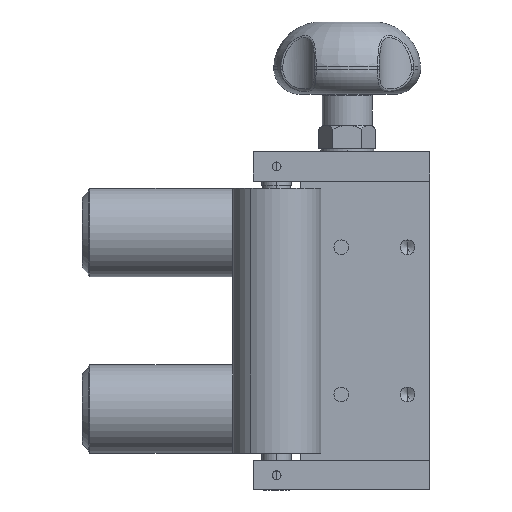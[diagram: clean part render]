
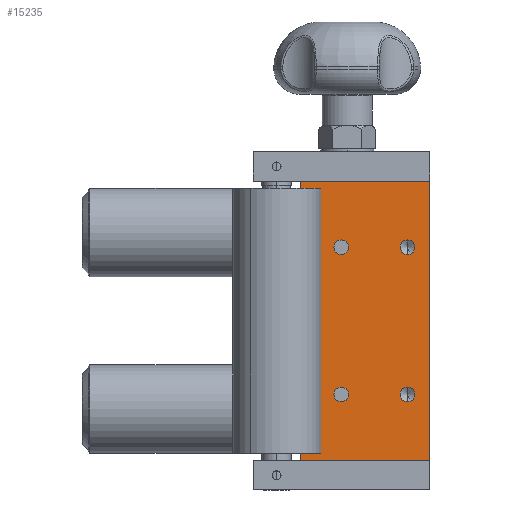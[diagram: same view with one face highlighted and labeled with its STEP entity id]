
A CAD part, left-side view. The second image highlights one B-rep face of the part: STEP entity #15235.
In plain terms, the highlighted planar face has unit normal (-1, 0, 0).
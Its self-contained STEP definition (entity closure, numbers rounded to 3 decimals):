
#47 = LINE ( 'NONE', #8580, #13122 ) ;
#149 = EDGE_LOOP ( 'NONE', ( #2415, #14735 ) ) ;
#294 = CIRCLE ( 'NONE', #5450, 2.5 ) ;
#860 = ORIENTED_EDGE ( 'NONE', *, *, #5609, .F. ) ;
#921 = EDGE_LOOP ( 'NONE', ( #860, #14505 ) ) ;
#929 = CIRCLE ( 'NONE', #1643, 2.5 ) ;
#943 = DIRECTION ( 'NONE',  ( 0., 0., 1. ) ) ;
#966 = CARTESIAN_POINT ( 'NONE',  ( -25.104, -16.477, -25. ) ) ;
#989 = DIRECTION ( 'NONE',  ( 0., 0., 1. ) ) ;
#1090 = ORIENTED_EDGE ( 'NONE', *, *, #2406, .F. ) ;
#1117 = CARTESIAN_POINT ( 'NONE',  ( -25.104, 6.023, 22.5 ) ) ;
#1122 = DIRECTION ( 'NONE',  ( 0., 0., 1. ) ) ;
#1300 = EDGE_CURVE ( 'NONE', #3311, #4993, #929, .T. ) ;
#1643 = AXIS2_PLACEMENT_3D ( 'NONE', #11886, #4269, #13125 ) ;
#1793 = DIRECTION ( 'NONE',  ( -1., 0., 0. ) ) ;
#2229 = DIRECTION ( 'NONE',  ( 0., 0., 1. ) ) ;
#2290 = VERTEX_POINT ( 'NONE', #11148 ) ;
#2406 = EDGE_CURVE ( 'NONE', #6564, #13212, #14778, .T. ) ;
#2415 = ORIENTED_EDGE ( 'NONE', *, *, #1300, .F. ) ;
#2521 = FACE_BOUND ( 'NONE', #3411, .T. ) ;
#3168 = EDGE_CURVE ( 'NONE', #11524, #13357, #4446, .T. ) ;
#3242 = ORIENTED_EDGE ( 'NONE', *, *, #11246, .T. ) ;
#3262 = CARTESIAN_POINT ( 'NONE',  ( -25.104, 6.023, 25. ) ) ;
#3311 = VERTEX_POINT ( 'NONE', #8790 ) ;
#3327 = DIRECTION ( 'NONE',  ( -1., 0., 0. ) ) ;
#3368 = DIRECTION ( 'NONE',  ( 0., 0., 1. ) ) ;
#3411 = EDGE_LOOP ( 'NONE', ( #1090, #13132 ) ) ;
#3921 = CARTESIAN_POINT ( 'NONE',  ( -25.104, 20.023, -47.5 ) ) ;
#4082 = LINE ( 'NONE', #3921, #7024 ) ;
#4269 = DIRECTION ( 'NONE',  ( -1., 0., 0. ) ) ;
#4446 = CIRCLE ( 'NONE', #7945, 2.5 ) ;
#4993 = VERTEX_POINT ( 'NONE', #8225 ) ;
#5103 = LINE ( 'NONE', #6718, #11485 ) ;
#5126 = EDGE_CURVE ( 'NONE', #13212, #6564, #7145, .T. ) ;
#5128 = DIRECTION ( 'NONE',  ( -1., 0., 0. ) ) ;
#5157 = EDGE_CURVE ( 'NONE', #8793, #2290, #47, .T. ) ;
#5216 = VERTEX_POINT ( 'NONE', #1117 ) ;
#5450 = AXIS2_PLACEMENT_3D ( 'NONE', #13187, #5571, #14461 ) ;
#5459 = AXIS2_PLACEMENT_3D ( 'NONE', #13984, #6359, #15252 ) ;
#5482 = FACE_OUTER_BOUND ( 'NONE', #10494, .T. ) ;
#5571 = DIRECTION ( 'NONE',  ( -1., 0., 0. ) ) ;
#5609 = EDGE_CURVE ( 'NONE', #11381, #5216, #7570, .T. ) ;
#5990 = CARTESIAN_POINT ( 'NONE',  ( -25.104, -23.977, 47.5 ) ) ;
#6278 = EDGE_CURVE ( 'NONE', #13357, #11524, #10541, .T. ) ;
#6357 = CARTESIAN_POINT ( 'NONE',  ( -25.104, 6.023, 27.5 ) ) ;
#6359 = DIRECTION ( 'NONE',  ( -1., 0., 0. ) ) ;
#6564 = VERTEX_POINT ( 'NONE', #12955 ) ;
#6718 = CARTESIAN_POINT ( 'NONE',  ( -25.104, 20.023, 47.5 ) ) ;
#6757 = EDGE_CURVE ( 'NONE', #2290, #15287, #5103, .T. ) ;
#7024 = VECTOR ( 'NONE', #14064, 1000. ) ;
#7145 = CIRCLE ( 'NONE', #8257, 2.5 ) ;
#7570 = CIRCLE ( 'NONE', #10188, 2.5 ) ;
#7945 = AXIS2_PLACEMENT_3D ( 'NONE', #966, #9843, #2229 ) ;
#8225 = CARTESIAN_POINT ( 'NONE',  ( -25.104, 6.023, -27.5 ) ) ;
#8257 = AXIS2_PLACEMENT_3D ( 'NONE', #16118, #8524, #943 ) ;
#8420 = PLANE ( 'NONE',  #8962 ) ;
#8524 = DIRECTION ( 'NONE',  ( -1., 0., 0. ) ) ;
#8580 = CARTESIAN_POINT ( 'NONE',  ( -25.104, 20.023, -47.5 ) ) ;
#8703 = DIRECTION ( 'NONE',  ( -1., 0., 0. ) ) ;
#8790 = CARTESIAN_POINT ( 'NONE',  ( -25.104, 6.023, -22.5 ) ) ;
#8793 = VERTEX_POINT ( 'NONE', #15354 ) ;
#8799 = AXIS2_PLACEMENT_3D ( 'NONE', #12736, #5128, #14019 ) ;
#8872 = FACE_BOUND ( 'NONE', #11432, .T. ) ;
#8890 = CARTESIAN_POINT ( 'NONE',  ( -25.104, -23.977, -47.5 ) ) ;
#8962 = AXIS2_PLACEMENT_3D ( 'NONE', #9689, #3327, #3368 ) ;
#9371 = EDGE_CURVE ( 'NONE', #5216, #11381, #11014, .T. ) ;
#9689 = CARTESIAN_POINT ( 'NONE',  ( -25.104, 20.023, -47.5 ) ) ;
#9843 = DIRECTION ( 'NONE',  ( -1., 0., 0. ) ) ;
#10188 = AXIS2_PLACEMENT_3D ( 'NONE', #3262, #1793, #10690 ) ;
#10494 = EDGE_LOOP ( 'NONE', ( #13694, #16001, #13194, #3242 ) ) ;
#10510 = CARTESIAN_POINT ( 'NONE',  ( -25.104, -16.477, -22.5 ) ) ;
#10541 = CIRCLE ( 'NONE', #13772, 2.5 ) ;
#10679 = VECTOR ( 'NONE', #13675, 1000. ) ;
#10690 = DIRECTION ( 'NONE',  ( 0., 0., 1. ) ) ;
#11014 = CIRCLE ( 'NONE', #8799, 2.5 ) ;
#11148 = CARTESIAN_POINT ( 'NONE',  ( -25.104, 20.023, 47.5 ) ) ;
#11246 = EDGE_CURVE ( 'NONE', #12950, #15287, #14043, .T. ) ;
#11381 = VERTEX_POINT ( 'NONE', #6357 ) ;
#11432 = EDGE_LOOP ( 'NONE', ( #15217, #12277 ) ) ;
#11485 = VECTOR ( 'NONE', #14311, 1000. ) ;
#11524 = VERTEX_POINT ( 'NONE', #10510 ) ;
#11886 = CARTESIAN_POINT ( 'NONE',  ( -25.104, 6.023, -25. ) ) ;
#12277 = ORIENTED_EDGE ( 'NONE', *, *, #6278, .F. ) ;
#12638 = FACE_BOUND ( 'NONE', #149, .T. ) ;
#12736 = CARTESIAN_POINT ( 'NONE',  ( -25.104, 6.023, 25. ) ) ;
#12950 = VERTEX_POINT ( 'NONE', #8890 ) ;
#12955 = CARTESIAN_POINT ( 'NONE',  ( -25.104, -16.477, 27.5 ) ) ;
#13122 = VECTOR ( 'NONE', #989, 1000. ) ;
#13125 = DIRECTION ( 'NONE',  ( 0., 0., 1. ) ) ;
#13132 = ORIENTED_EDGE ( 'NONE', *, *, #5126, .F. ) ;
#13187 = CARTESIAN_POINT ( 'NONE',  ( -25.104, 6.023, -25. ) ) ;
#13194 = ORIENTED_EDGE ( 'NONE', *, *, #16156, .T. ) ;
#13212 = VERTEX_POINT ( 'NONE', #14554 ) ;
#13357 = VERTEX_POINT ( 'NONE', #16087 ) ;
#13665 = EDGE_CURVE ( 'NONE', #4993, #3311, #294, .T. ) ;
#13675 = DIRECTION ( 'NONE',  ( 0., 0., 1. ) ) ;
#13694 = ORIENTED_EDGE ( 'NONE', *, *, #6757, .F. ) ;
#13772 = AXIS2_PLACEMENT_3D ( 'NONE', #16294, #8703, #1122 ) ;
#13984 = CARTESIAN_POINT ( 'NONE',  ( -25.104, -16.477, 25. ) ) ;
#14019 = DIRECTION ( 'NONE',  ( 0., 0., 1. ) ) ;
#14043 = LINE ( 'NONE', #14884, #10679 ) ;
#14064 = DIRECTION ( 'NONE',  ( 0., -1., 0. ) ) ;
#14311 = DIRECTION ( 'NONE',  ( 0., -1., 0. ) ) ;
#14461 = DIRECTION ( 'NONE',  ( 0., 0., 1. ) ) ;
#14505 = ORIENTED_EDGE ( 'NONE', *, *, #9371, .F. ) ;
#14554 = CARTESIAN_POINT ( 'NONE',  ( -25.104, -16.477, 22.5 ) ) ;
#14735 = ORIENTED_EDGE ( 'NONE', *, *, #13665, .F. ) ;
#14778 = CIRCLE ( 'NONE', #5459, 2.5 ) ;
#14884 = CARTESIAN_POINT ( 'NONE',  ( -25.104, -23.977, -47.5 ) ) ;
#15209 = FACE_BOUND ( 'NONE', #921, .T. ) ;
#15217 = ORIENTED_EDGE ( 'NONE', *, *, #3168, .F. ) ;
#15235 = ADVANCED_FACE ( 'NONE', ( #12638, #15209, #8872, #2521, #5482 ), #8420, .T. ) ;
#15252 = DIRECTION ( 'NONE',  ( 0., 0., 1. ) ) ;
#15287 = VERTEX_POINT ( 'NONE', #5990 ) ;
#15354 = CARTESIAN_POINT ( 'NONE',  ( -25.104, 20.023, -47.5 ) ) ;
#16001 = ORIENTED_EDGE ( 'NONE', *, *, #5157, .F. ) ;
#16087 = CARTESIAN_POINT ( 'NONE',  ( -25.104, -16.477, -27.5 ) ) ;
#16118 = CARTESIAN_POINT ( 'NONE',  ( -25.104, -16.477, 25. ) ) ;
#16156 = EDGE_CURVE ( 'NONE', #8793, #12950, #4082, .T. ) ;
#16294 = CARTESIAN_POINT ( 'NONE',  ( -25.104, -16.477, -25. ) ) ;
